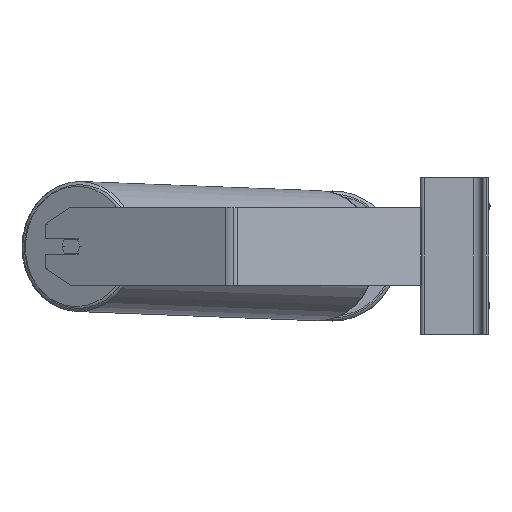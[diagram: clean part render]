
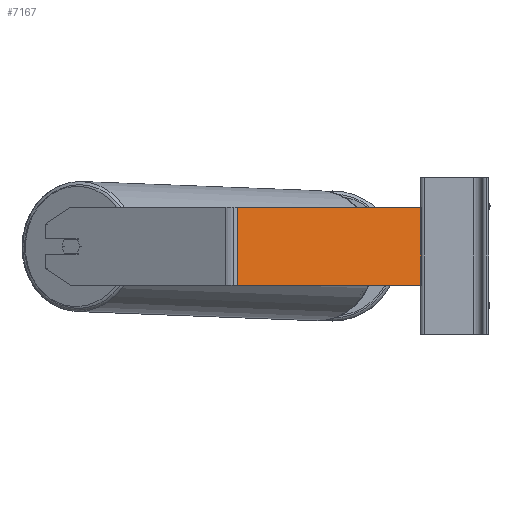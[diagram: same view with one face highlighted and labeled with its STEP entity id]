
A CAD part, left-side view. The second image highlights one B-rep face of the part: STEP entity #7167.
In plain terms, the highlighted planar face has unit normal (-0.966, -0.259, 0).
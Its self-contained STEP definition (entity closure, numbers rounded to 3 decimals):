
#116 = CARTESIAN_POINT ( 'NONE',  ( -838.187, 197.766, 50. ) ) ;
#680 = DIRECTION ( 'NONE',  ( 0., 0., -1. ) ) ;
#879 = VERTEX_POINT ( 'NONE', #1024 ) ;
#981 = DIRECTION ( 'NONE',  ( -0.259, 0.966, 0. ) ) ;
#1024 = CARTESIAN_POINT ( 'NONE',  ( -787.727, 9.447, -30. ) ) ;
#1539 = ORIENTED_EDGE ( 'NONE', *, *, #8276, .T. ) ;
#1602 = CARTESIAN_POINT ( 'NONE',  ( -838.187, 197.766, 50. ) ) ;
#1929 = ORIENTED_EDGE ( 'NONE', *, *, #6799, .T. ) ;
#2262 = EDGE_CURVE ( 'NONE', #2274, #879, #3367, .T. ) ;
#2274 = VERTEX_POINT ( 'NONE', #3137 ) ;
#2302 = VERTEX_POINT ( 'NONE', #1602 ) ;
#2343 = AXIS2_PLACEMENT_3D ( 'NONE', #4196, #9856, #981 ) ;
#3076 = CARTESIAN_POINT ( 'NONE',  ( -838.187, 197.766, -30. ) ) ;
#3137 = CARTESIAN_POINT ( 'NONE',  ( -787.727, 9.447, 50. ) ) ;
#3278 = FACE_OUTER_BOUND ( 'NONE', #3545, .T. ) ;
#3367 = LINE ( 'NONE', #4984, #6970 ) ;
#3528 = EDGE_CURVE ( 'NONE', #2302, #2274, #7328, .T. ) ;
#3545 = EDGE_LOOP ( 'NONE', ( #1929, #4322, #10134, #1539 ) ) ;
#4196 = CARTESIAN_POINT ( 'NONE',  ( -839.903, 204.168, 50. ) ) ;
#4268 = VECTOR ( 'NONE', #8099, 1000. ) ;
#4322 = ORIENTED_EDGE ( 'NONE', *, *, #2262, .F. ) ;
#4726 = VECTOR ( 'NONE', #7985, 1000. ) ;
#4984 = CARTESIAN_POINT ( 'NONE',  ( -787.727, 9.447, 50. ) ) ;
#5406 = VECTOR ( 'NONE', #9893, 1000. ) ;
#6799 = EDGE_CURVE ( 'NONE', #8141, #879, #10577, .T. ) ;
#6970 = VECTOR ( 'NONE', #680, 1000. ) ;
#7167 = ADVANCED_FACE ( 'NONE', ( #3278 ), #9057, .F. ) ;
#7271 = CARTESIAN_POINT ( 'NONE',  ( -839.903, 204.168, 50. ) ) ;
#7328 = LINE ( 'NONE', #7271, #5406 ) ;
#7985 = DIRECTION ( 'NONE',  ( 0.259, -0.966, 0. ) ) ;
#8099 = DIRECTION ( 'NONE',  ( 0., 0., -1. ) ) ;
#8141 = VERTEX_POINT ( 'NONE', #3076 ) ;
#8276 = EDGE_CURVE ( 'NONE', #2302, #8141, #9116, .T. ) ;
#9057 = PLANE ( 'NONE',  #2343 ) ;
#9116 = LINE ( 'NONE', #116, #4268 ) ;
#9663 = CARTESIAN_POINT ( 'NONE',  ( -839.903, 204.168, -30. ) ) ;
#9856 = DIRECTION ( 'NONE',  ( 0.966, 0.259, 0. ) ) ;
#9893 = DIRECTION ( 'NONE',  ( 0.259, -0.966, 0. ) ) ;
#10134 = ORIENTED_EDGE ( 'NONE', *, *, #3528, .F. ) ;
#10577 = LINE ( 'NONE', #9663, #4726 ) ;
